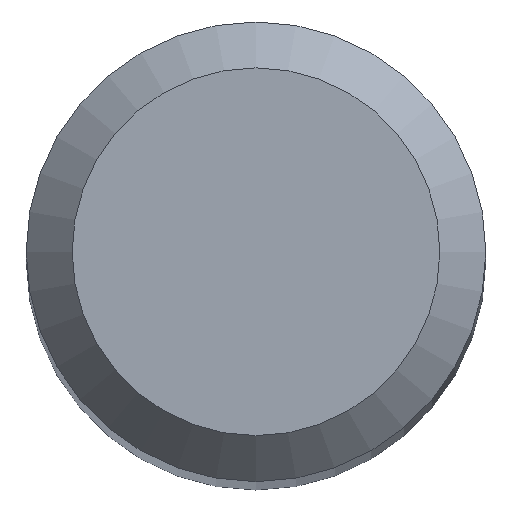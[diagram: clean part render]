
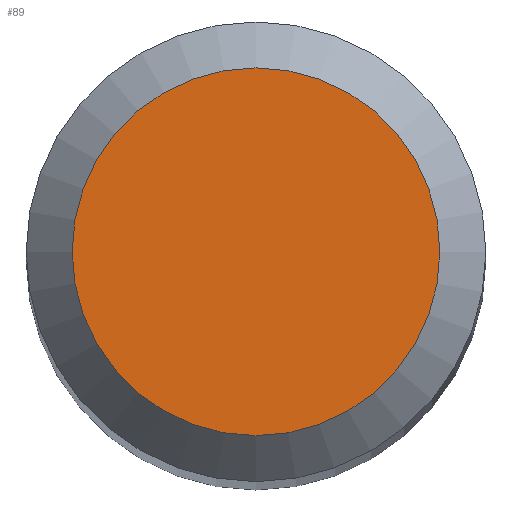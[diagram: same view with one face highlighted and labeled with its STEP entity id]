
A CAD part, top view. The second image highlights one B-rep face of the part: STEP entity #89.
In plain terms, the highlighted planar face has unit normal (0, 0, 1).
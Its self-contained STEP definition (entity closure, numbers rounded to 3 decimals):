
#20 = EDGE_LOOP ( 'NONE', ( #95 ) ) ;
#31 = FACE_OUTER_BOUND ( 'NONE', #20, .T. ) ;
#38 = AXIS2_PLACEMENT_3D ( 'NONE', #48, #82, #65 ) ;
#48 = CARTESIAN_POINT ( 'NONE',  ( 0., 0., 38. ) ) ;
#61 = CIRCLE ( 'NONE', #194, 1.2 ) ;
#65 = DIRECTION ( 'NONE',  ( 0., 1., 0. ) ) ;
#81 = CARTESIAN_POINT ( 'NONE',  ( 0., 1.2, 38. ) ) ;
#82 = DIRECTION ( 'NONE',  ( 0., 0., -1. ) ) ;
#89 = ADVANCED_FACE ( 'NONE', ( #31 ), #192, .F. ) ;
#95 = ORIENTED_EDGE ( 'NONE', *, *, #205, .F. ) ;
#139 = DIRECTION ( 'NONE',  ( 0., 0., -1. ) ) ;
#157 = VERTEX_POINT ( 'NONE', #81 ) ;
#192 = PLANE ( 'NONE',  #38 ) ;
#194 = AXIS2_PLACEMENT_3D ( 'NONE', #233, #139, #230 ) ;
#205 = EDGE_CURVE ( 'NONE', #157, #157, #61, .T. ) ;
#230 = DIRECTION ( 'NONE',  ( 0., 1., 0. ) ) ;
#233 = CARTESIAN_POINT ( 'NONE',  ( 0., 0., 38. ) ) ;
